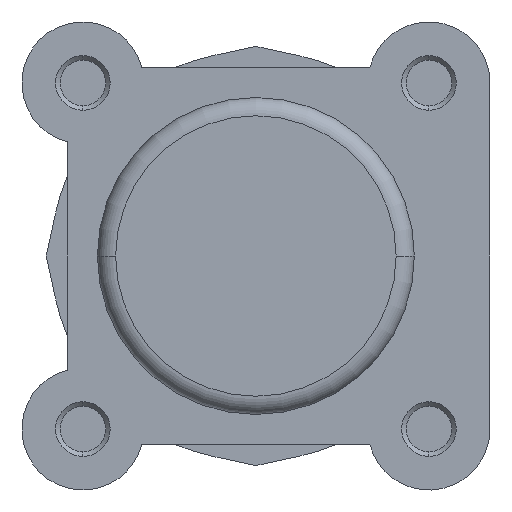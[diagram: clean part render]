
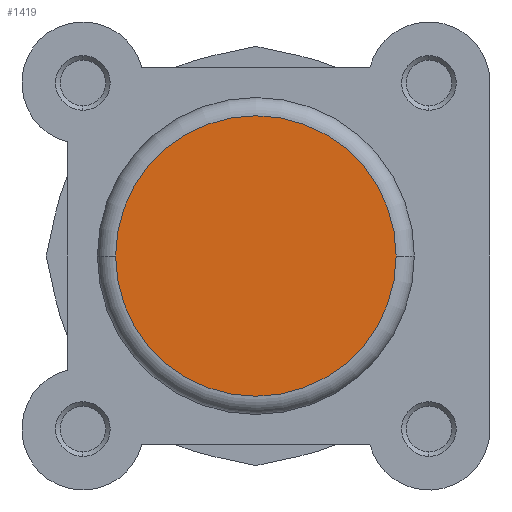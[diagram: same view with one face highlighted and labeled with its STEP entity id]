
A CAD part, left-side view. The second image highlights one B-rep face of the part: STEP entity #1419.
In plain terms, the highlighted planar face has unit normal (-1, 0, 0).
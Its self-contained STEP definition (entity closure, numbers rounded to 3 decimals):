
#217 = PLANE ( 'NONE',  #3667 ) ;
#220 = CARTESIAN_POINT ( 'NONE',  ( 0., 0., 0. ) ) ;
#230 = DIRECTION ( 'NONE',  ( 1., 0., 0. ) ) ;
#231 = DIRECTION ( 'NONE',  ( 0., 1., 0. ) ) ;
#1419 = ADVANCED_FACE ( 'NONE', ( #1558 ), #217, .F. ) ;
#1558 = FACE_OUTER_BOUND ( 'NONE', #5325, .T. ) ;
#2271 = CIRCLE ( 'NONE', #3968, 15.4 ) ;
#2346 = CIRCLE ( 'NONE', #4003, 15.4 ) ;
#2650 = CARTESIAN_POINT ( 'NONE',  ( 0., 0., 0. ) ) ;
#2651 = DIRECTION ( 'NONE',  ( -1., 0., 0. ) ) ;
#2652 = DIRECTION ( 'NONE',  ( 0., 1., 0. ) ) ;
#2786 = CARTESIAN_POINT ( 'NONE',  ( 0., 0., 0. ) ) ;
#2792 = DIRECTION ( 'NONE',  ( -1., 0., 0. ) ) ;
#2793 = DIRECTION ( 'NONE',  ( 0., 1., 0. ) ) ;
#2966 = CARTESIAN_POINT ( 'NONE',  ( 0., -15.4, 0. ) ) ;
#2967 = CARTESIAN_POINT ( 'NONE',  ( 0., 15.4, 0. ) ) ;
#3667 = AXIS2_PLACEMENT_3D ( 'NONE', #220, #230, #231 ) ;
#3968 = AXIS2_PLACEMENT_3D ( 'NONE', #2650, #2651, #2652 ) ;
#4003 = AXIS2_PLACEMENT_3D ( 'NONE', #2786, #2792, #2793 ) ;
#4107 = EDGE_CURVE ( 'NONE', #5483, #5482, #2271, .T. ) ;
#4161 = EDGE_CURVE ( 'NONE', #5482, #5483, #2346, .T. ) ;
#5325 = EDGE_LOOP ( 'NONE', ( #5387, #5359 ) ) ;
#5359 = ORIENTED_EDGE ( 'NONE', *, *, #4161, .T. ) ;
#5387 = ORIENTED_EDGE ( 'NONE', *, *, #4107, .T. ) ;
#5482 = VERTEX_POINT ( 'NONE', #2966 ) ;
#5483 = VERTEX_POINT ( 'NONE', #2967 ) ;
